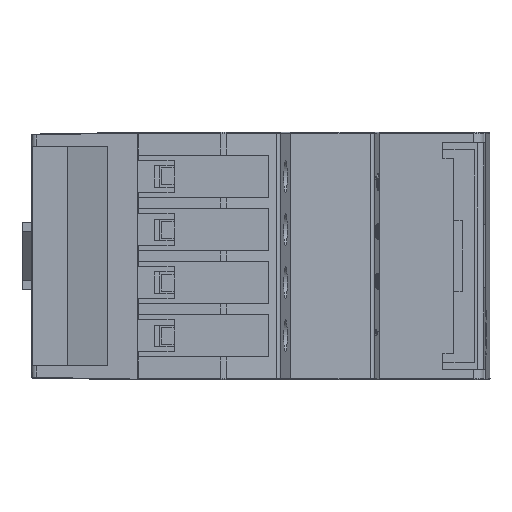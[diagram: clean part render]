
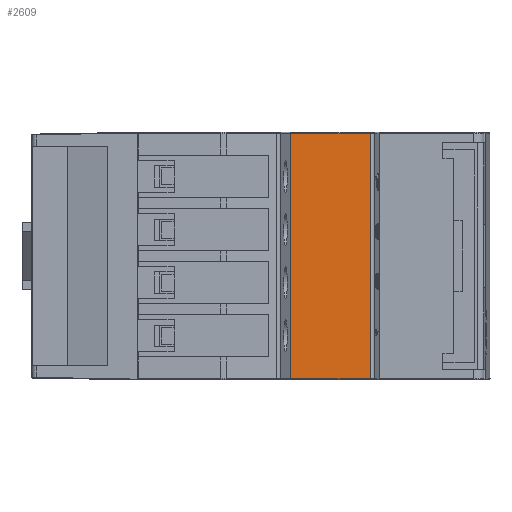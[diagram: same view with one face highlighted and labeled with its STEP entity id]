
A CAD part, front view. The second image highlights one B-rep face of the part: STEP entity #2609.
In plain terms, the highlighted planar face has unit normal (0.043, -0.999, 0).
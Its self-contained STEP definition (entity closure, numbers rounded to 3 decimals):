
#2609=ADVANCED_FACE('',(#28380),#28382,.T.);
#28380=FACE_BOUND('',#28381,.T.);
#28381=EDGE_LOOP('',(#66966,#66967,#66968,#66969));
#28382=PLANE('',#28383);
#28383=AXIS2_PLACEMENT_3D('',#28384,#28385,#28386);
#28384=CARTESIAN_POINT('',(0.,-31.,0.));
#28385=DIRECTION('',(0.043,-0.999,0.));
#28386=DIRECTION('',(0.999,0.043,0.));
#66966=ORIENTED_EDGE('',*,*,#73701,.T.);
#66967=ORIENTED_EDGE('',*,*,#73498,.F.);
#66968=ORIENTED_EDGE('',*,*,#73947,.F.);
#66969=ORIENTED_EDGE('',*,*,#73527,.T.);
#73498=EDGE_CURVE('',#77959,#77962,#77964,.T.);
#73527=EDGE_CURVE('',#78002,#77999,#78003,.T.);
#73701=EDGE_CURVE('',#77999,#77962,#78268,.T.);
#73947=EDGE_CURVE('',#78002,#77959,#78668,.T.);
#77959=VERTEX_POINT('',#86088);
#77962=VERTEX_POINT('',#86096);
#77964=LINE('',#86101,#86102);
#77999=VERTEX_POINT('',#86200);
#78002=VERTEX_POINT('',#86209);
#78003=LINE('',#86210,#86211);
#78268=LINE('',#87138,#87139);
#78668=LINE('',#88048,#88049);
#86088=CARTESIAN_POINT('',(0.,-31.,34.85));
#86096=CARTESIAN_POINT('',(11.224,-30.522,34.85));
#86101=CARTESIAN_POINT('',(0.,-31.,34.85));
#86102=VECTOR('',#86103,1.);
#86103=DIRECTION('',(0.999,0.043,0.));
#86200=CARTESIAN_POINT('',(11.224,-30.522,0.15));
#86209=CARTESIAN_POINT('',(0.,-31.,0.15));
#86210=CARTESIAN_POINT('',(0.,-31.,0.15));
#86211=VECTOR('',#86212,1.);
#86212=DIRECTION('',(0.999,0.043,0.));
#87138=CARTESIAN_POINT('',(11.224,-30.522,0.15));
#87139=VECTOR('',#87140,1.);
#87140=DIRECTION('',(0.,0.,1.));
#88048=CARTESIAN_POINT('',(0.,-31.,0.15));
#88049=VECTOR('',#88050,1.);
#88050=DIRECTION('',(0.,0.,1.));
